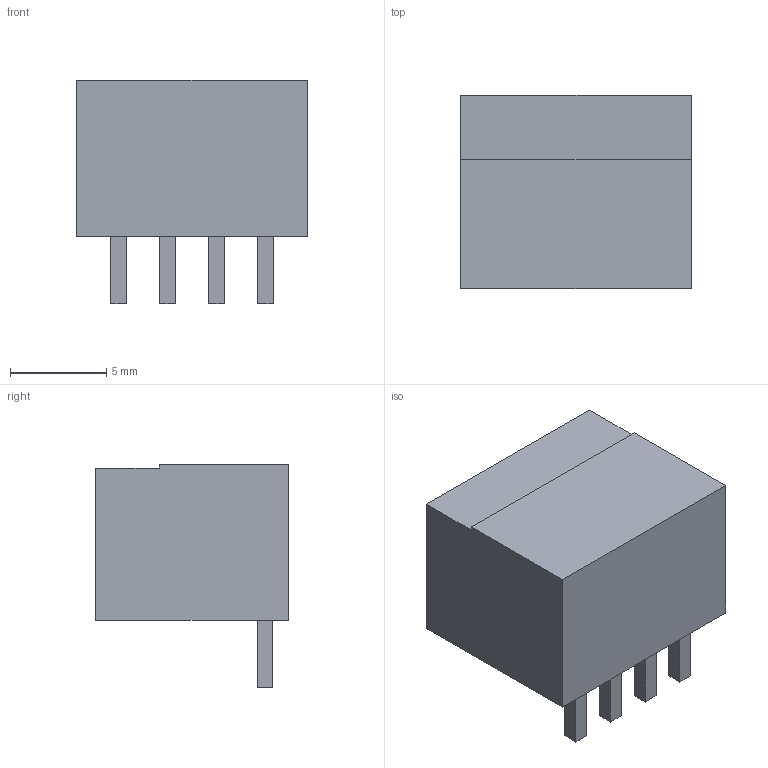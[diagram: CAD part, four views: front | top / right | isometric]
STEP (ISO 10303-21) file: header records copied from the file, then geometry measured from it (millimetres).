
FILE_DESCRIPTION (( 'STEP AP214' ), '1' );
FILE_NAME ('KF2EDGR-2.54-04P.STEP', '2021-04-08T16:17:08', ( '' ), ( '' ), 'SwSTEP 2.0', 'SolidWorks 2018', '' );
FILE_SCHEMA (( 'AUTOMOTIVE_DESIGN' ));
Length unit declared in the file: millimetre
Products named in the file (1): KF2EDGR-2.54-04P
Bounding box: 11.96 x 10 x 11.6 mm (x, y, z)
Volume: 688.6 mm3; surface area: 982.8 mm2
Topology: 1 solids, 1 shells, 85 faces, 222 edges, 148 vertices
Faces by surface type: plane 85
Entity records: 3525 total; most frequent: CARTESIAN_POINT 456, ORIENTED_EDGE 444, DIRECTION 394, LINE 222, VECTOR 222, EDGE_CURVE 222, VERTEX_POINT 148, EDGE_LOOP 94
